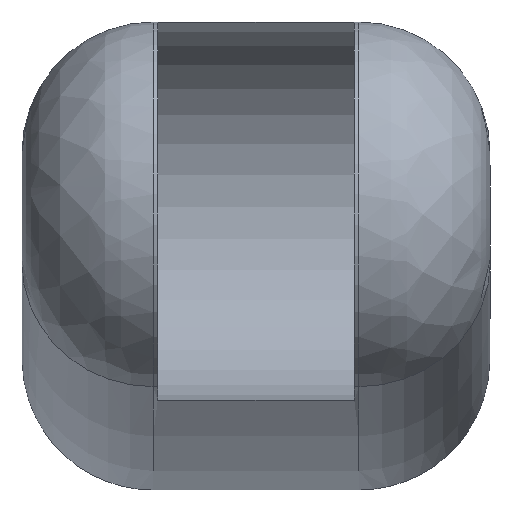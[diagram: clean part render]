
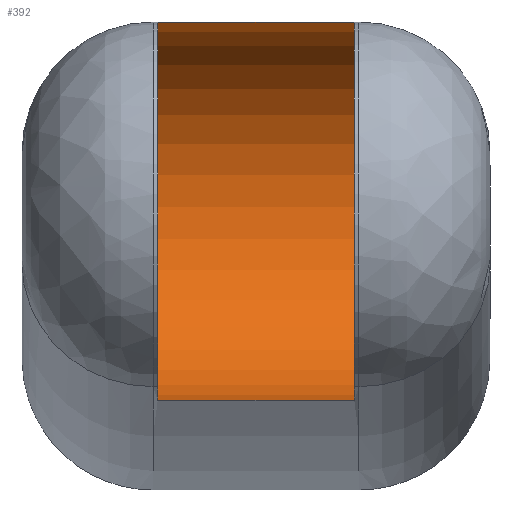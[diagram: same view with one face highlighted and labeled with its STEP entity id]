
A CAD part, front view. The second image highlights one B-rep face of the part: STEP entity #392.
In plain terms, the highlighted cylindrical face has radius 8.2 mm (diameter 16.4 mm), a partial arc.
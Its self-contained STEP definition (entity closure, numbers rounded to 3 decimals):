
#38=CYLINDRICAL_SURFACE('',#459,8.2);
#61=FACE_OUTER_BOUND('',#86,.T.);
#86=EDGE_LOOP('',(#353,#354,#355,#356));
#104=LINE('',#713,#124);
#109=LINE('',#777,#129);
#124=VECTOR('',#548,10.);
#129=VECTOR('',#575,10.);
#162=CIRCLE('',#457,8.2);
#164=CIRCLE('',#460,8.2);
#190=VERTEX_POINT('',#710);
#191=VERTEX_POINT('',#712);
#196=VERTEX_POINT('',#774);
#197=VERTEX_POINT('',#776);
#236=EDGE_CURVE('',#190,#191,#104,.T.);
#249=EDGE_CURVE('',#197,#196,#109,.T.);
#252=EDGE_CURVE('',#196,#191,#162,.T.);
#254=EDGE_CURVE('',#190,#197,#164,.T.);
#353=ORIENTED_EDGE('',*,*,#252,.T.);
#354=ORIENTED_EDGE('',*,*,#236,.F.);
#355=ORIENTED_EDGE('',*,*,#254,.T.);
#356=ORIENTED_EDGE('',*,*,#249,.T.);
#392=ADVANCED_FACE('',(#61),#38,.F.);
#457=AXIS2_PLACEMENT_3D('',#782,#581,#582);
#459=AXIS2_PLACEMENT_3D('',#784,#585,#586);
#460=AXIS2_PLACEMENT_3D('',#785,#587,#588);
#548=DIRECTION('',(1.,0.,0.));
#575=DIRECTION('',(1.,0.,0.));
#581=DIRECTION('center_axis',(1.,0.,0.));
#582=DIRECTION('ref_axis',(0.,1.,0.));
#585=DIRECTION('center_axis',(1.,0.,0.));
#586=DIRECTION('ref_axis',(0.,1.,0.));
#587=DIRECTION('center_axis',(-1.,0.,0.));
#588=DIRECTION('ref_axis',(0.,1.,0.));
#710=CARTESIAN_POINT('',(-34.,7.6,-13.8));
#712=CARTESIAN_POINT('',(-25.6,7.6,-13.8));
#713=CARTESIAN_POINT('',(-35.8,7.6,-13.8));
#774=CARTESIAN_POINT('',(-25.6,5.048,-29.965));
#776=CARTESIAN_POINT('',(-34.,5.048,-29.965));
#777=CARTESIAN_POINT('',(-35.8,5.048,-29.965));
#782=CARTESIAN_POINT('Origin',(-25.6,5.8,-21.8));
#784=CARTESIAN_POINT('Origin',(-35.8,5.8,-21.8));
#785=CARTESIAN_POINT('Origin',(-34.,5.8,-21.8));
